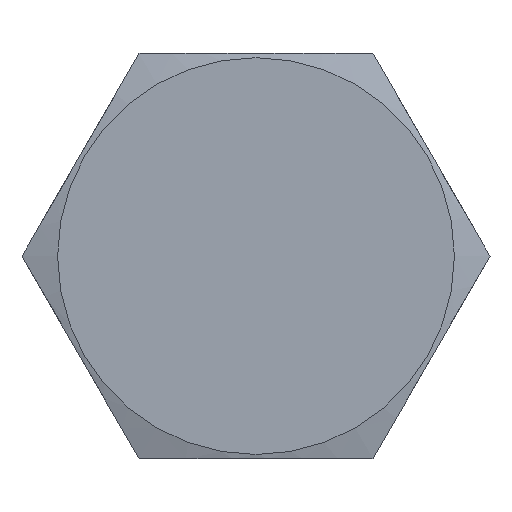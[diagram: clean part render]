
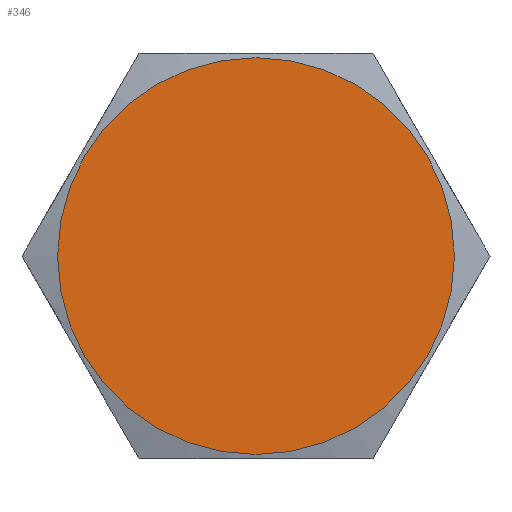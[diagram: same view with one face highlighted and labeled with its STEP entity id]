
A CAD part, left-side view. The second image highlights one B-rep face of the part: STEP entity #346.
In plain terms, the highlighted planar face has unit normal (-1, 0, 0).
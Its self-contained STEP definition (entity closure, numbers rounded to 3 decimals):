
#346 = ADVANCED_FACE ( 'NONE', ( #2641 ), #2562, .F. ) ;
#992 = ORIENTED_EDGE ( 'NONE', *, *, #15708, .T. ) ;
#1950 = DIRECTION ( 'NONE',  ( -1., 0., 0. ) ) ;
#2562 = PLANE ( 'NONE',  #13747 ) ;
#2641 = FACE_OUTER_BOUND ( 'NONE', #14030, .T. ) ;
#2724 = CARTESIAN_POINT ( 'NONE',  ( 0., 18., 0. ) ) ;
#3553 = CIRCLE ( 'NONE', #12233, 9.3 ) ;
#9112 = DIRECTION ( 'NONE',  ( 1., 0., 0. ) ) ;
#9186 = DIRECTION ( 'NONE',  ( 0., 0., -1. ) ) ;
#10704 = VERTEX_POINT ( 'NONE', #15965 ) ;
#12233 = AXIS2_PLACEMENT_3D ( 'NONE', #14752, #1950, #14928 ) ;
#13747 = AXIS2_PLACEMENT_3D ( 'NONE', #2724, #9112, #9186 ) ;
#14030 = EDGE_LOOP ( 'NONE', ( #992 ) ) ;
#14752 = CARTESIAN_POINT ( 'NONE',  ( 0., 0., 0. ) ) ;
#14928 = DIRECTION ( 'NONE',  ( 0., 0., 1. ) ) ;
#15708 = EDGE_CURVE ( 'NONE', #10704, #10704, #3553, .T. ) ;
#15965 = CARTESIAN_POINT ( 'NONE',  ( 0., 0., 9.3 ) ) ;
